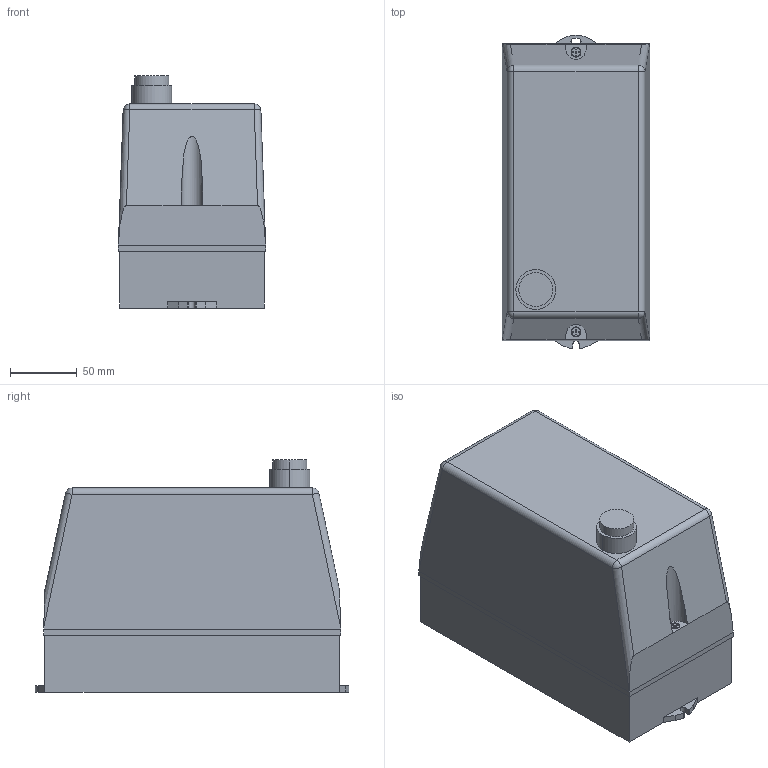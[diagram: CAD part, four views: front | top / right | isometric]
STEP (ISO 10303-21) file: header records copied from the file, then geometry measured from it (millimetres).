
FILE_DESCRIPTION((''),'2;1');
FILE_NAME('3d_M2R03212230B4.stp','2012-10-03T11:20:40',(''),(''),'Mechanical Desktop 2011','Mechanical Desktop 2011',', , ');
FILE_SCHEMA(('CONFIG_CONTROL_DESIGN'));
Length unit declared in the file: millimetre
Products named in the file (1): Product
Bounding box: 110 x 234.36 x 173.4 mm (x, y, z)
Volume: 3463082.2 mm3; surface area: 144616.7 mm2
Topology: 2 solids, 2 shells, 118 faces, 299 edges, 193 vertices
Faces by surface type: plane 82, cylinder 32, sphere 4
Entity records: 3621 total; most frequent: CARTESIAN_POINT 611, DIRECTION 610, ORIENTED_EDGE 598, EDGE_CURVE 299, VECTOR 226, LINE 226, VERTEX_POINT 193, AXIS2_PLACEMENT_3D 192
